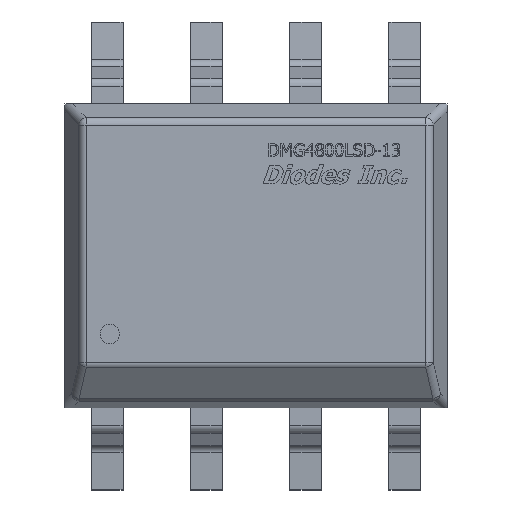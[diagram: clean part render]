
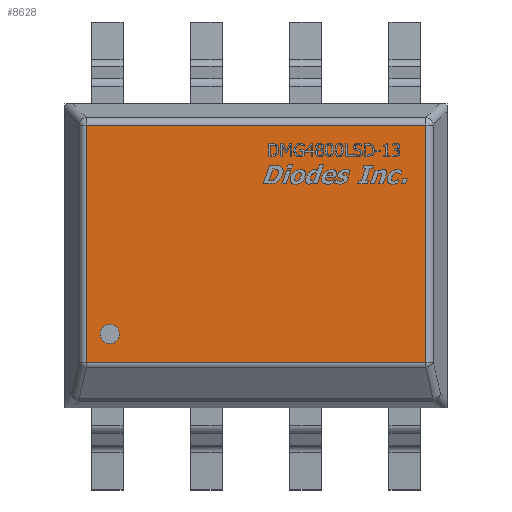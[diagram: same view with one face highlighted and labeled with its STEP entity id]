
A CAD part, top view. The second image highlights one B-rep face of the part: STEP entity #8628.
In plain terms, the highlighted planar face has unit normal (0, 0, 1).
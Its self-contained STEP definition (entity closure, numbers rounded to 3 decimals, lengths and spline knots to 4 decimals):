
#759=LINE('',#11424,#1582);
#761=LINE('',#11434,#1584);
#765=LINE('',#11452,#1588);
#769=LINE('',#11458,#1592);
#1582=VECTOR('',#9737,3.0436);
#1584=VECTOR('',#9749,4.3528);
#1588=VECTOR('',#9769,3.0436);
#1592=VECTOR('',#9777,4.3528);
#2383=PLANE('',#9215);
#2697=FACE_OUTER_BOUND('',#3207,.T.);
#3207=EDGE_LOOP('',(#6136,#6137,#6138,#6139));
#3832=VERTEX_POINT('',#11391);
#3840=VERTEX_POINT('',#11414);
#3842=VERTEX_POINT('',#11426);
#3848=VERTEX_POINT('',#11444);
#4731=EDGE_CURVE('',#3832,#3840,#759,.T.);
#4736=EDGE_CURVE('',#3842,#3832,#761,.T.);
#4745=EDGE_CURVE('',#3848,#3842,#765,.T.);
#4749=EDGE_CURVE('',#3840,#3848,#769,.T.);
#6136=ORIENTED_EDGE('',*,*,#4731,.F.);
#6137=ORIENTED_EDGE('',*,*,#4736,.F.);
#6138=ORIENTED_EDGE('',*,*,#4745,.F.);
#6139=ORIENTED_EDGE('',*,*,#4749,.F.);
#8628=ADVANCED_FACE('',(#2697),#2383,.T.);
#9215=AXIS2_PLACEMENT_3D('',#11471,#9795,#9796);
#9737=DIRECTION('',(0.,-1.,0.));
#9749=DIRECTION('',(1.,0.,0.));
#9769=DIRECTION('',(0.,1.,0.));
#9777=DIRECTION('',(-1.,0.,0.));
#9795=DIRECTION('center_axis',(0.,0.,1.));
#9796=DIRECTION('ref_axis',(1.,0.,0.));
#11391=CARTESIAN_POINT('',(2.1764,1.6764,1.55));
#11414=CARTESIAN_POINT('',(2.1764,-1.3672,1.55));
#11424=CARTESIAN_POINT('',(2.1764,-0.4875,1.55));
#11426=CARTESIAN_POINT('',(-2.1764,1.6764,1.55));
#11434=CARTESIAN_POINT('',(0.6125,1.6764,1.55));
#11444=CARTESIAN_POINT('',(-2.1764,-1.3672,1.55));
#11452=CARTESIAN_POINT('',(-2.1764,0.4875,1.55));
#11458=CARTESIAN_POINT('',(-0.3063,-1.3672,1.55));
#11471=CARTESIAN_POINT('Origin',(0.,0.,
1.55));
